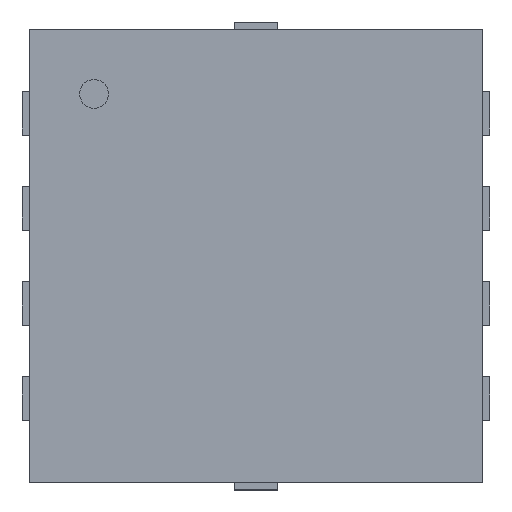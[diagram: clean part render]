
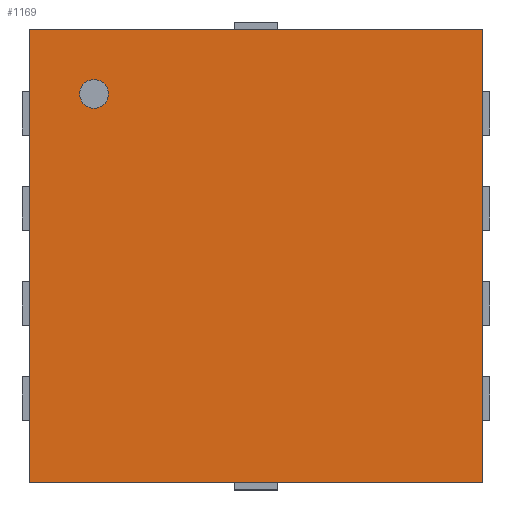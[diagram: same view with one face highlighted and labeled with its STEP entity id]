
A CAD part, top view. The second image highlights one B-rep face of the part: STEP entity #1169.
In plain terms, the highlighted planar face has unit normal (0, 0, 1).
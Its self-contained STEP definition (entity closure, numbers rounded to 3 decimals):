
#13=DIRECTION('',(0.,0.,1.));
#117=DIRECTION('',(0.,0.,-1.));
#149=VECTOR('',#150,1.);
#150=DIRECTION('',(1.,0.,0.));
#156=VECTOR('',#157,1.);
#157=DIRECTION('',(0.,-1.,0.));
#396=ORIENTED_EDGE('',*,*,#397,.F.);
#397=EDGE_CURVE('',#398,#400,#402,.T.);
#398=VERTEX_POINT('',#399);
#399=CARTESIAN_POINT('',(-1.575,1.575,0.6));
#400=VERTEX_POINT('',#401);
#401=CARTESIAN_POINT('',(1.575,1.575,0.6));
#402=LINE('',#399,#149);
#432=ORIENTED_EDGE('',*,*,#433,.T.);
#433=EDGE_CURVE('',#398,#434,#436,.T.);
#434=VERTEX_POINT('',#435);
#435=CARTESIAN_POINT('',(-1.575,-1.575,0.6));
#436=LINE('',#399,#156);
#580=EDGE_CURVE('',#400,#581,#583,.T.);
#581=VERTEX_POINT('',#582);
#582=CARTESIAN_POINT('',(1.575,-1.575,0.6));
#583=LINE('',#401,#156);
#1026=EDGE_CURVE('',#434,#581,#1027,.T.);
#1027=LINE('',#435,#149);
#1169=ADVANCED_FACE('',(#1170,#1174),#1183,.T.);
#1170=FACE_BOUND('',#1171,.T.);
#1171=EDGE_LOOP('',(#396,#432,#1172,#1173));
#1172=ORIENTED_EDGE('',*,*,#1026,.T.);
#1173=ORIENTED_EDGE('',*,*,#580,.F.);
#1174=FACE_BOUND('',#1175,.T.);
#1175=EDGE_LOOP('',(#1176));
#1176=ORIENTED_EDGE('',*,*,#1177,.T.);
#1177=EDGE_CURVE('',#1178,#1178,#1180,.T.);
#1178=VERTEX_POINT('',#1179);
#1179=CARTESIAN_POINT('',(-1.125,1.025,0.6));
#1180=CIRCLE('',#1181,0.1);
#1181=AXIS2_PLACEMENT_3D('',#1182,#117,#157);
#1182=CARTESIAN_POINT('',(-1.125,1.125,0.6));
#1183=PLANE('',#1184);
#1184=AXIS2_PLACEMENT_3D('',#399,#13,#157);
